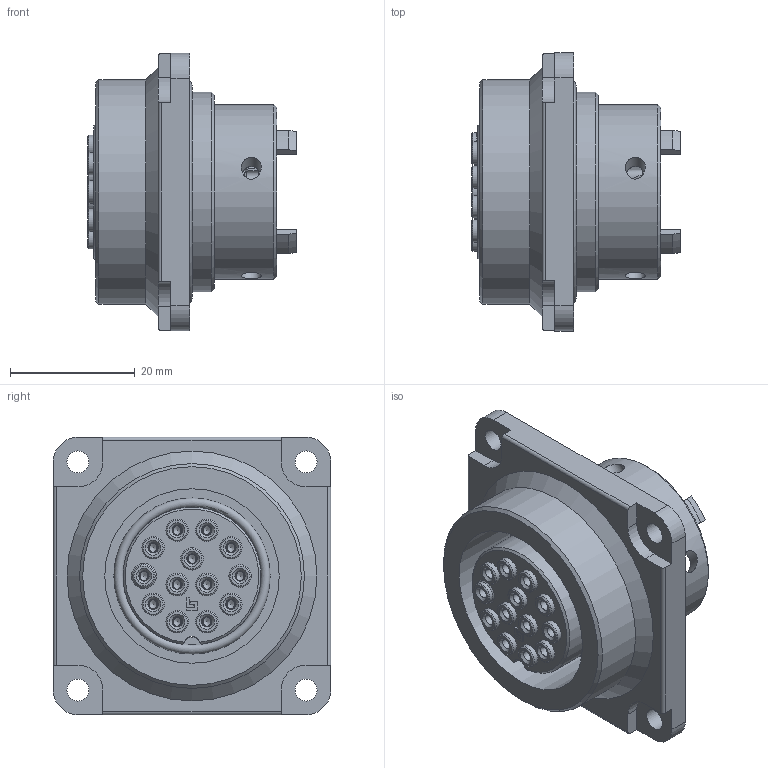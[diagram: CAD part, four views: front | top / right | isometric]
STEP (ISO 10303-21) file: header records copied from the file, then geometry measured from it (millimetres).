
FILE_DESCRIPTION(/* description */ (''),/* implementation_level */ '2;1');
FILE_NAME(/* name */ '99-0720-00-13_bg.stp',/* time_stamp */ '2009-09-24T13:52:05+02:00',/* author */ (''),/* organization */ (''),/* preprocessor_version */ 'ST-DEVELOPER v11',/* originating_system */ 'UGS - NX 5.0',/* authorisation */ '');
FILE_SCHEMA (('CONFIG_CONTROL_DESIGN'));
Length unit declared in the file: millimetre
Products named in the file (1): cerl4783gort
Bounding box: 33.4 x 44.45 x 44.45 mm (x, y, z)
Volume: 22339.4 mm3; surface area: 13939.9 mm2
Topology: 2 solids, 2 shells, 581 faces, 1500 edges, 963 vertices
Faces by surface type: plane 246, cylinder 161, cone 89, extrusion 52, bspline 26, torus 6, sphere 1
Full cylindrical faces by diameter (mm): 1.55 x13, 1.6 x14, 1.65 x12, 2.17 x13, 2.2 x13, 3.2 x4, 3.5 x4, 3.6 x26, 24.1 x1, 27.94 x1, 28 x1, 32 x1, 36 x1, 36.8 x1
Entity records: 18454 total; most frequent: CARTESIAN_POINT 5816, DIRECTION 2606, ORIENTED_EDGE 2314, EDGE_CURVE 1157, AXIS2_PLACEMENT_3D 1047, VERTEX_POINT 849, EDGE_LOOP 827, ADVANCED_FACE 572
